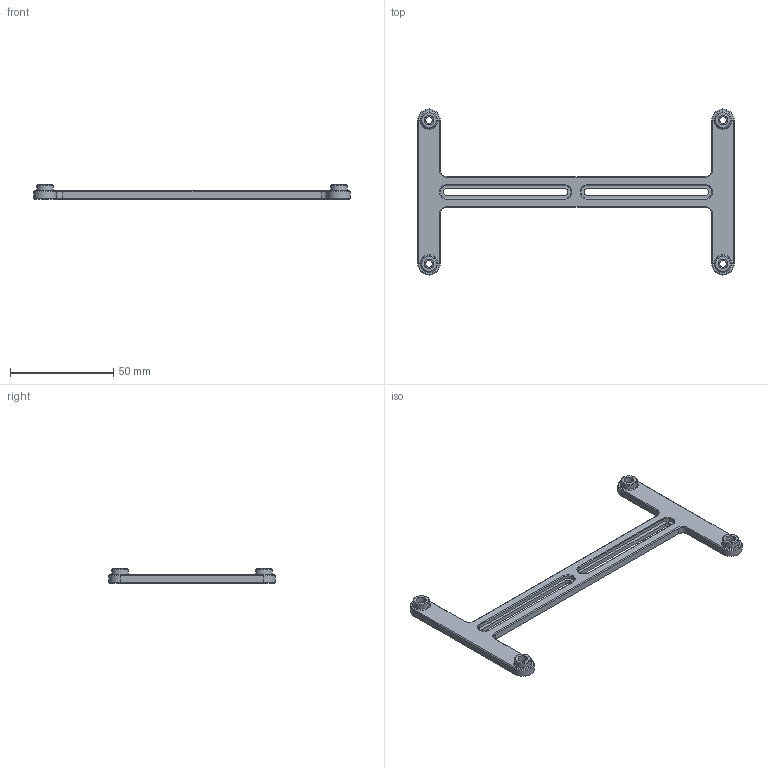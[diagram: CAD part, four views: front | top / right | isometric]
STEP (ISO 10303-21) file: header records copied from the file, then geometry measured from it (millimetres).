
FILE_DESCRIPTION(('FreeCAD Model'),'2;1');
FILE_NAME('Open CASCADE Shape Model','2025-11-10T20:29:46',(''),(''), 'Open CASCADE STEP processor 7.8','FreeCAD','Unknown');
FILE_SCHEMA(('AUTOMOTIVE_DESIGN { 1 0 10303 214 1 1 1 1 }'));
Length unit declared in the file: millimetre
Products named in the file (1): Body
Bounding box: 153.3 x 80.5 x 7 mm (x, y, z)
Volume: 12594.2 mm3; surface area: 10178.5 mm2
Topology: 1 solids, 1 shells, 104 faces, 228 edges, 136 vertices
Faces by surface type: plane 48, cylinder 28, cone 28
Full cylindrical faces by diameter (mm): 3.2 x4, 4.6 x4, 8 x4
Entity records: 2854 total; most frequent: DIRECTION 518, CARTESIAN_POINT 473, ORIENTED_EDGE 456, EDGE_CURVE 228, AXIS2_PLACEMENT_3D 189, LINE 140, VECTOR 140, VERTEX_POINT 136
